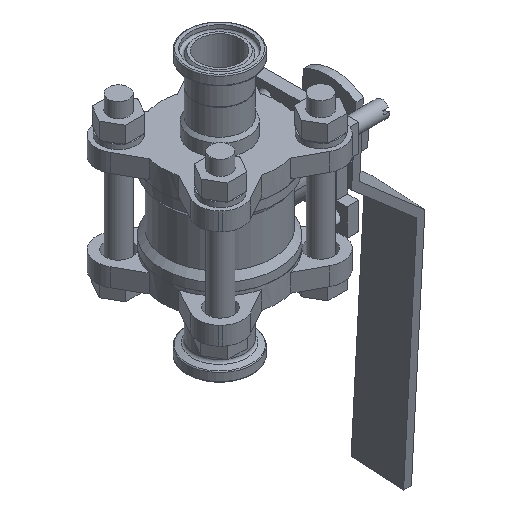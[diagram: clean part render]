
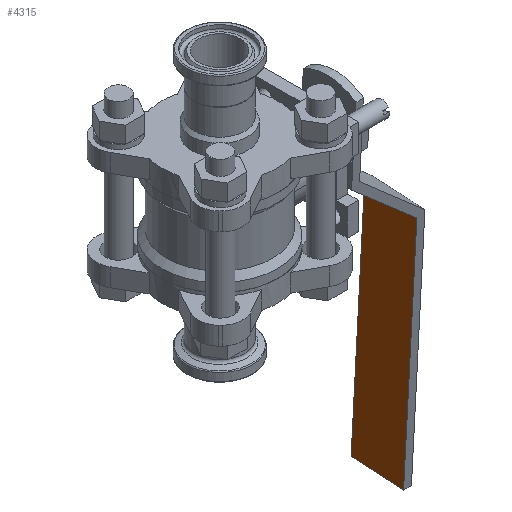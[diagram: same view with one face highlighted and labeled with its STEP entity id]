
A CAD part, isometric view. The second image highlights one B-rep face of the part: STEP entity #4315.
In plain terms, the highlighted face is planar.
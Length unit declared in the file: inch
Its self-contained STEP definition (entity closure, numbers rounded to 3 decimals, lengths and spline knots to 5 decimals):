
#581=LINE('',#7873,#899);
#586=LINE('',#7883,#904);
#594=LINE('',#7897,#912);
#595=LINE('',#7898,#913);
#899=VECTOR('',#6394,0.3937);
#904=VECTOR('',#6401,0.3937);
#912=VECTOR('',#6415,0.3937);
#913=VECTOR('',#6416,0.3937);
#1249=FACE_OUTER_BOUND('',#1542,.T.);
#1542=EDGE_LOOP('',(#3872,#3873,#3874,#3875));
#2171=VERTEX_POINT('',#7870);
#2172=VERTEX_POINT('',#7872);
#2175=VERTEX_POINT('',#7880);
#2176=VERTEX_POINT('',#7882);
#2740=EDGE_CURVE('',#2172,#2171,#581,.T.);
#2745=EDGE_CURVE('',#2175,#2176,#586,.T.);
#2753=EDGE_CURVE('',#2175,#2172,#594,.T.);
#2754=EDGE_CURVE('',#2176,#2171,#595,.T.);
#3872=ORIENTED_EDGE('',*,*,#2753,.T.);
#3873=ORIENTED_EDGE('',*,*,#2740,.T.);
#3874=ORIENTED_EDGE('',*,*,#2754,.F.);
#3875=ORIENTED_EDGE('',*,*,#2745,.F.);
#4091=PLANE('',#5120);
#4315=ADVANCED_FACE('',(#1249),#4091,.T.);
#5120=AXIS2_PLACEMENT_3D('',#7896,#6413,#6414);
#6394=DIRECTION('',(-1.,0.,0.));
#6401=DIRECTION('',(-1.,0.,0.));
#6413=DIRECTION('center_axis',(0.,-1.,0.));
#6414=DIRECTION('ref_axis',(0.,0.,
1.));
#6415=DIRECTION('',(0.,0.,1.));
#6416=DIRECTION('',(0.,0.,1.));
#7870=CARTESIAN_POINT('',(-5.81,0.9665,0.3925));
#7872=CARTESIAN_POINT('',(-2.18648,0.9665,0.3925));
#7873=CARTESIAN_POINT('',(-2.18648,0.9665,0.3925));
#7880=CARTESIAN_POINT('',(-2.18648,0.9665,-0.3925));
#7882=CARTESIAN_POINT('',(-5.81,0.9665,-0.3925));
#7883=CARTESIAN_POINT('',(-2.18648,0.9665,-0.3925));
#7896=CARTESIAN_POINT('Origin',(-2.18648,0.9665,-0.3925));
#7897=CARTESIAN_POINT('',(-2.18648,0.9665,-0.19625));
#7898=CARTESIAN_POINT('',(-5.81,0.9665,-0.19625));
